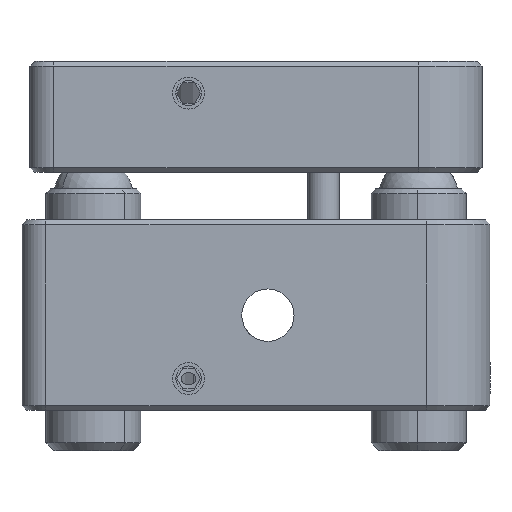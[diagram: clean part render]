
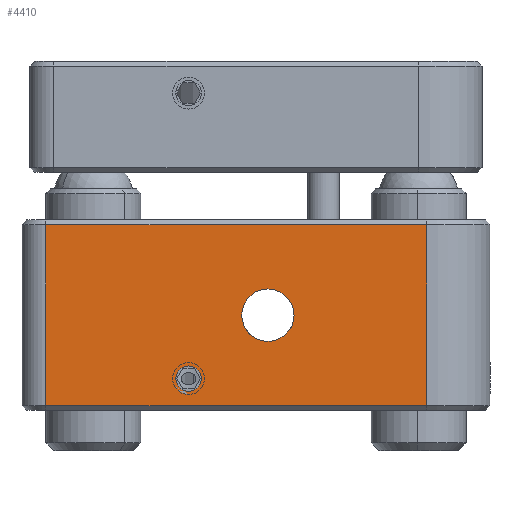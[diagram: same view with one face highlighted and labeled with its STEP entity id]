
A CAD part, front view. The second image highlights one B-rep face of the part: STEP entity #4410.
In plain terms, the highlighted planar face has unit normal (0, -1, 0).
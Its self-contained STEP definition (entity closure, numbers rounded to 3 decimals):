
#177 = CARTESIAN_POINT ( 'NONE',  ( -14., -14., -10.3 ) ) ;
#252 = CARTESIAN_POINT ( 'NONE',  ( 10., -14., -21.7 ) ) ;
#276 = CARTESIAN_POINT ( 'NONE',  ( 10., -14., -10. ) ) ;
#746 = CARTESIAN_POINT ( 'NONE',  ( -14., -14., -21.7 ) ) ;
#1015 = VERTEX_POINT ( 'NONE', #252 ) ;
#1077 = DIRECTION ( 'NONE',  ( 0., 0., -1. ) ) ;
#1105 = CARTESIAN_POINT ( 'NONE',  ( -14., -14., -10. ) ) ;
#1141 = CARTESIAN_POINT ( 'NONE',  ( 0., -14., -16. ) ) ;
#1187 = CARTESIAN_POINT ( 'NONE',  ( -5., -14., -20. ) ) ;
#1221 = EDGE_CURVE ( 'NONE', #1252, #1015, #11316, .T. ) ;
#1252 = VERTEX_POINT ( 'NONE', #746 ) ;
#1294 = AXIS2_PLACEMENT_3D ( 'NONE', #8599, #3734, #1077 ) ;
#1476 = VERTEX_POINT ( 'NONE', #7073 ) ;
#1589 = AXIS2_PLACEMENT_3D ( 'NONE', #1187, #3160, #12059 ) ;
#1852 = EDGE_CURVE ( 'NONE', #7959, #1476, #10704, .T. ) ;
#1921 = CARTESIAN_POINT ( 'NONE',  ( -14., -14., -10.3 ) ) ;
#1962 = EDGE_CURVE ( 'NONE', #12402, #8844, #7482, .T. ) ;
#2070 = LINE ( 'NONE', #276, #10396 ) ;
#2434 = CARTESIAN_POINT ( 'NONE',  ( -5., -14., -20.8 ) ) ;
#2555 = VERTEX_POINT ( 'NONE', #7408 ) ;
#2779 = ORIENTED_EDGE ( 'NONE', *, *, #8628, .T. ) ;
#2907 = DIRECTION ( 'NONE',  ( 0., 0., -1. ) ) ;
#3027 = LINE ( 'NONE', #1921, #6123 ) ;
#3077 = DIRECTION ( 'NONE',  ( 0., 0., -1. ) ) ;
#3160 = DIRECTION ( 'NONE',  ( 0., -1., 0. ) ) ;
#3415 = EDGE_LOOP ( 'NONE', ( #12546, #7672 ) ) ;
#3430 = AXIS2_PLACEMENT_3D ( 'NONE', #5797, #6903, #4817 ) ;
#3734 = DIRECTION ( 'NONE',  ( 0., -1., 0. ) ) ;
#3829 = FACE_OUTER_BOUND ( 'NONE', #9151, .T. ) ;
#3833 = CARTESIAN_POINT ( 'NONE',  ( 10., -14., -21.7 ) ) ;
#4410 = ADVANCED_FACE ( 'NONE', ( #6922, #11060, #3829 ), #4858, .F. ) ;
#4682 = DIRECTION ( 'NONE',  ( 1., 0., 0. ) ) ;
#4776 = CIRCLE ( 'NONE', #1294, 0.8 ) ;
#4817 = DIRECTION ( 'NONE',  ( -1., 0., 0. ) ) ;
#4826 = EDGE_CURVE ( 'NONE', #8844, #12402, #4776, .T. ) ;
#4858 = PLANE ( 'NONE',  #3430 ) ;
#4994 = DIRECTION ( 'NONE',  ( 0., -1., 0. ) ) ;
#5318 = EDGE_CURVE ( 'NONE', #1476, #7959, #12445, .T. ) ;
#5453 = VERTEX_POINT ( 'NONE', #177 ) ;
#5488 = AXIS2_PLACEMENT_3D ( 'NONE', #1141, #4994, #5969 ) ;
#5492 = CARTESIAN_POINT ( 'NONE',  ( 0., -14., -14.35 ) ) ;
#5775 = ORIENTED_EDGE ( 'NONE', *, *, #12660, .T. ) ;
#5797 = CARTESIAN_POINT ( 'NONE',  ( 10., -14., -10. ) ) ;
#5969 = DIRECTION ( 'NONE',  ( 0., 0., -1. ) ) ;
#6123 = VECTOR ( 'NONE', #8761, 1000. ) ;
#6903 = DIRECTION ( 'NONE',  ( 0., 1., 0. ) ) ;
#6922 = FACE_BOUND ( 'NONE', #11657, .T. ) ;
#7007 = AXIS2_PLACEMENT_3D ( 'NONE', #10852, #8839, #2907 ) ;
#7073 = CARTESIAN_POINT ( 'NONE',  ( 0., -14., -17.65 ) ) ;
#7109 = DIRECTION ( 'NONE',  ( 0., 0., -1. ) ) ;
#7237 = ORIENTED_EDGE ( 'NONE', *, *, #1221, .T. ) ;
#7408 = CARTESIAN_POINT ( 'NONE',  ( 10., -14., -10.3 ) ) ;
#7482 = CIRCLE ( 'NONE', #1589, 0.8 ) ;
#7672 = ORIENTED_EDGE ( 'NONE', *, *, #1852, .F. ) ;
#7791 = VECTOR ( 'NONE', #4682, 1000. ) ;
#7959 = VERTEX_POINT ( 'NONE', #5492 ) ;
#8002 = ORIENTED_EDGE ( 'NONE', *, *, #1962, .F. ) ;
#8105 = LINE ( 'NONE', #1105, #12408 ) ;
#8599 = CARTESIAN_POINT ( 'NONE',  ( -5., -14., -20. ) ) ;
#8628 = EDGE_CURVE ( 'NONE', #2555, #5453, #3027, .T. ) ;
#8761 = DIRECTION ( 'NONE',  ( -1., 0., 0. ) ) ;
#8839 = DIRECTION ( 'NONE',  ( 0., -1., 0. ) ) ;
#8844 = VERTEX_POINT ( 'NONE', #2434 ) ;
#9086 = ORIENTED_EDGE ( 'NONE', *, *, #4826, .F. ) ;
#9151 = EDGE_LOOP ( 'NONE', ( #5775, #7237, #10389, #2779 ) ) ;
#9399 = EDGE_CURVE ( 'NONE', #2555, #1015, #2070, .T. ) ;
#9487 = CARTESIAN_POINT ( 'NONE',  ( -5., -14., -19.2 ) ) ;
#10389 = ORIENTED_EDGE ( 'NONE', *, *, #9399, .F. ) ;
#10396 = VECTOR ( 'NONE', #7109, 1000. ) ;
#10704 = CIRCLE ( 'NONE', #5488, 1.65 ) ;
#10852 = CARTESIAN_POINT ( 'NONE',  ( 0., -14., -16. ) ) ;
#11060 = FACE_BOUND ( 'NONE', #3415, .T. ) ;
#11316 = LINE ( 'NONE', #3833, #7791 ) ;
#11657 = EDGE_LOOP ( 'NONE', ( #9086, #8002 ) ) ;
#12059 = DIRECTION ( 'NONE',  ( 0., 0., -1. ) ) ;
#12402 = VERTEX_POINT ( 'NONE', #9487 ) ;
#12408 = VECTOR ( 'NONE', #3077, 1000. ) ;
#12445 = CIRCLE ( 'NONE', #7007, 1.65 ) ;
#12546 = ORIENTED_EDGE ( 'NONE', *, *, #5318, .F. ) ;
#12660 = EDGE_CURVE ( 'NONE', #5453, #1252, #8105, .T. ) ;
